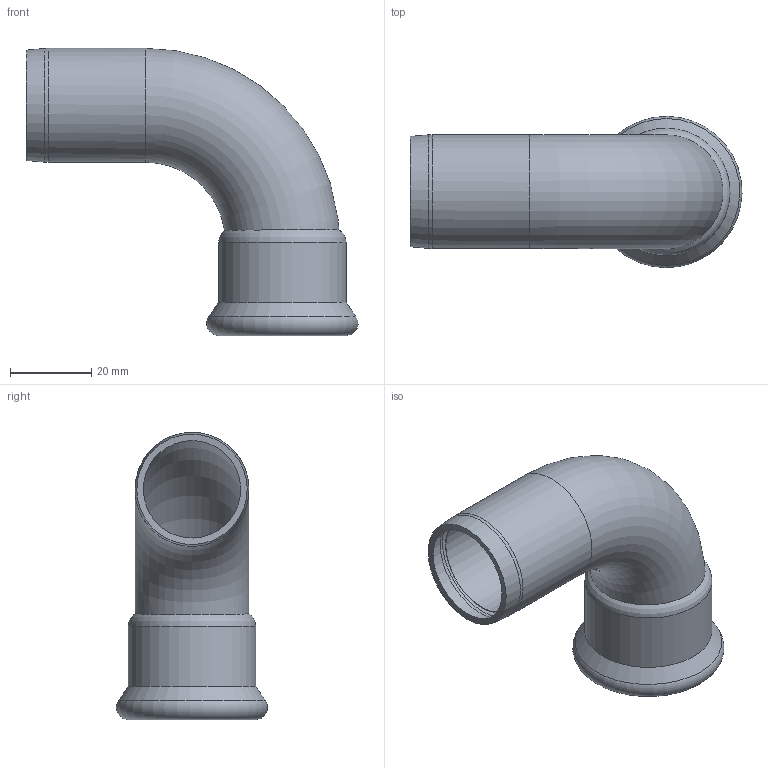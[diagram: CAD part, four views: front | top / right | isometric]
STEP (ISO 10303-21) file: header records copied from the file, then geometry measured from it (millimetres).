
FILE_DESCRIPTION(/* description */ (''),/* implementation_level */ '2;1');
FILE_NAME(/* name */ '40305.stp',/* time_stamp */ '2023-09-08T10:45:11+02:00',/* author */ ('JANAN'),/* organization */ (''),/* preprocessor_version */ 'ST-DEVELOPER v19.2',/* originating_system */ 'Autodesk Inventor 2023',/* authorisation */ '');
FILE_SCHEMA (('AUTOMOTIVE_DESIGN { 1 0 10303 214 3 1 1 }'));
Length unit declared in the file: millimetre
Products named in the file (1): tmp6FF7.tmp
Bounding box: 81.59 x 37.18 x 70.6 mm (x, y, z)
Volume: 14184 mm3; surface area: 19089.4 mm2
Topology: 1 solids, 1 shells, 25 faces, 58 edges, 36 vertices
Faces by surface type: torus 7, cone 5, bspline 5, cylinder 5, plane 3
Full cylindrical faces by diameter (mm): 25 x1, 28 x1, 28.2 x1, 28.8 x1, 31.3 x1
Entity records: 1202 total; most frequent: CARTESIAN_POINT 575, DIRECTION 118, ORIENTED_EDGE 116, EDGE_CURVE 58, AXIS2_PLACEMENT_3D 54, VERTEX_POINT 36, CIRCLE 32, EDGE_LOOP 28
